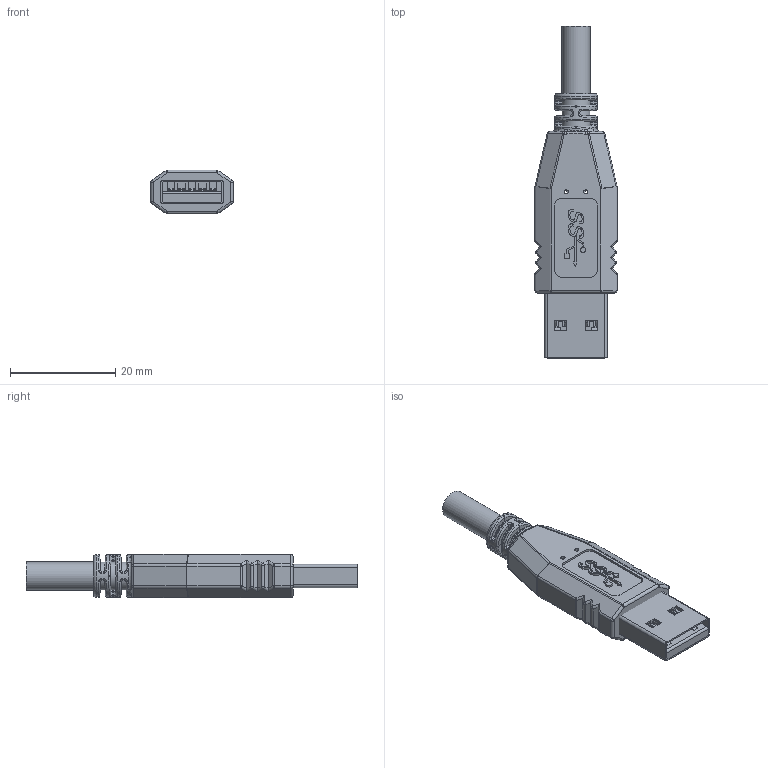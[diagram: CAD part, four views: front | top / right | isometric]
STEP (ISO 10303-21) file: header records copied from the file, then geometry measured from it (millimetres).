
FILE_DESCRIPTION( ( 'Unknown' ), '1' );
FILE_NAME( '692901100001.stp', 'Unknown', ( 'Quentin LAIDEBEUR' ), ( 'WE' ), 'PSStep 15.0.49', 'Sample-box', ' ' );
FILE_SCHEMA( ( 'AUTOMOTIVE_DESIGN { 1 0 10303 214 1 1 1 1 }' ) );
Length unit declared in the file: millimetre
Products named in the file (9): Assem1; 692901100001; 692901100001_BIS; 692901100001_Dte_Lge; 692901100001_Dte_Crt; 692901100001_Crb; 692901100001_Bis; 692901100001_Surmoulage
Assembly tree (14 placements, depth 2):
  Assem1
    692901100001
    692901100001_BIS
    692901100001_Dte_Lge  x2
    692901100001_Dte_Crt  x2
    692901100001_Crb  x5
    692901100001
    692901100001_Bis
    692901100001_Surmoulage
Bounding box: 15.6 x 62.95 x 8.3 mm (x, y, z)
Volume: 4567.5 mm3; surface area: 5844.7 mm2
Topology: 14 solids, 14 shells, 1394 faces, 3722 edges, 2348 vertices
Faces by surface type: plane 771, cylinder 410, bspline 152, sphere 40, torus 16, extrusion 5
Full cylindrical faces by diameter (mm): 0.8 x4, 0.9 x5, 5.4 x1, 8.1 x1
Entity records: 59320 total; most frequent: CARTESIAN_POINT 19947, ORIENTED_EDGE 6356, DIRECTION 5884, EDGE_CURVE 3178, VECTOR 2126, LINE 2121, VERTEX_POINT 1999, AXIS2_PLACEMENT_3D 1879
